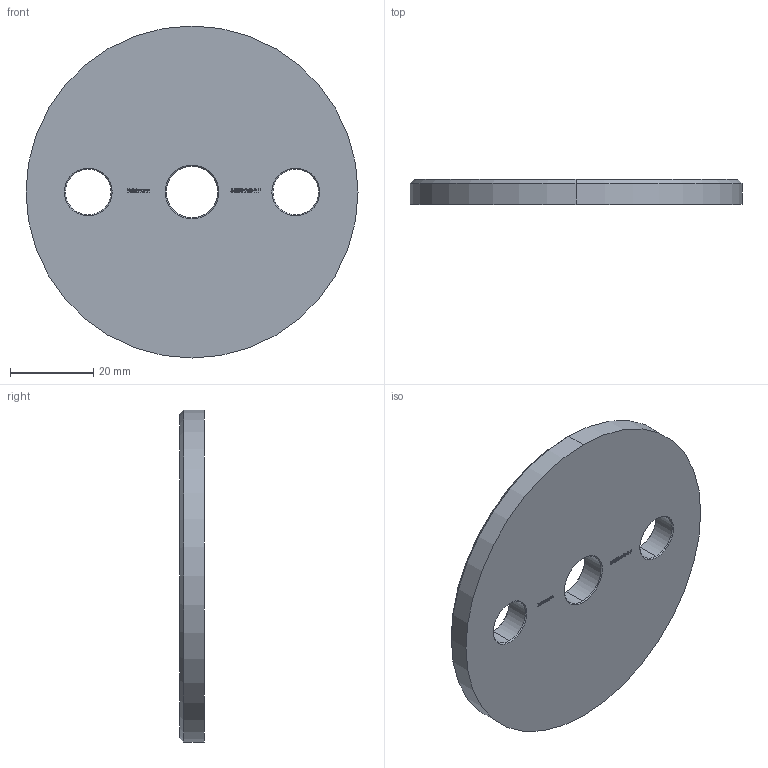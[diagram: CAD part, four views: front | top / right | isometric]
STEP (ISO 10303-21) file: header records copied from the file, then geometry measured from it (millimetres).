
FILE_DESCRIPTION (( 'STEP AP203' ), '1' );
FILE_NAME ('54080-240-R-F.step', '2020-10-30T12:46:09', ( '' ), ( '' ), 'SwSTEP 2.0', 'SolidWorks 2018', '' );
FILE_SCHEMA (( 'CONFIG_CONTROL_DESIGN' ));
Length unit declared in the file: millimetre
Products named in the file (2): 54080-240-R-F
Bounding box: 80 x 6 x 80 mm (x, y, z)
Volume: 28150.8 mm3; surface area: 11412.9 mm2
Topology: 1 solids, 1 shells, 292 faces, 760 edges, 502 vertices
Faces by surface type: plane 159, bspline 111, cone 14, cylinder 8
Entity records: 15471 total; most frequent: CARTESIAN_POINT 8875, ORIENTED_EDGE 1520, DIRECTION 934, EDGE_CURVE 760, VECTOR 508, LINE 508, VERTEX_POINT 502, EDGE_LOOP 330
